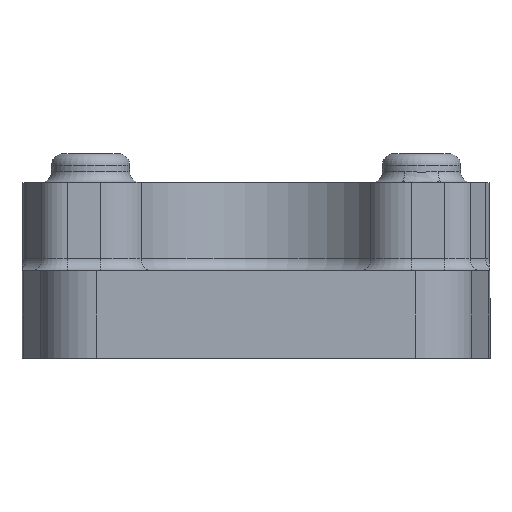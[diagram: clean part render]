
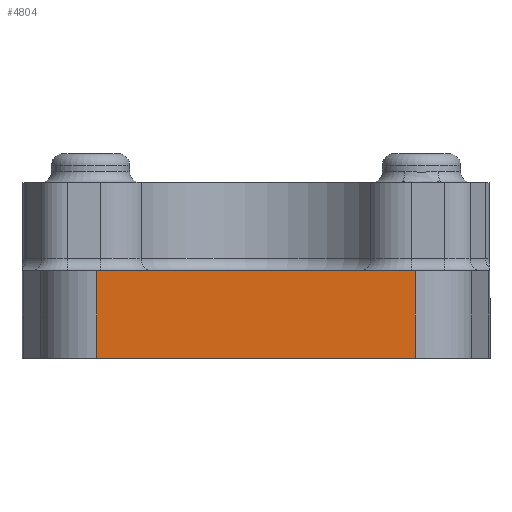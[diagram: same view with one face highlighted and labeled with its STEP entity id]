
A CAD part, front view. The second image highlights one B-rep face of the part: STEP entity #4804.
In plain terms, the highlighted planar face has unit normal (0, -1, 0).
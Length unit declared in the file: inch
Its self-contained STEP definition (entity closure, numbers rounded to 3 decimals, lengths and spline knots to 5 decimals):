
#224 = LINE ( 'NONE', #2486, #1599 ) ;
#278 = LINE ( 'NONE', #2258, #4694 ) ;
#637 = VERTEX_POINT ( 'NONE', #2242 ) ;
#685 = DIRECTION ( 'NONE',  ( 1., 0., 0. ) ) ;
#719 = DIRECTION ( 'NONE',  ( 0., 0., -1. ) ) ;
#792 = AXIS2_PLACEMENT_3D ( 'NONE', #1383, #4255, #1921 ) ;
#842 = LINE ( 'NONE', #4643, #1700 ) ;
#1023 = ORIENTED_EDGE ( 'NONE', *, *, #3042, .T. ) ;
#1235 = VERTEX_POINT ( 'NONE', #2019 ) ;
#1243 = LINE ( 'NONE', #2143, #3690 ) ;
#1383 = CARTESIAN_POINT ( 'NONE',  ( 0., -3.03174, 0.375 ) ) ;
#1599 = VECTOR ( 'NONE', #2551, 39.37008 ) ;
#1647 = DIRECTION ( 'NONE',  ( 0., 0., 1. ) ) ;
#1700 = VECTOR ( 'NONE', #719, 39.37008 ) ;
#1921 = DIRECTION ( 'NONE',  ( 1., 0., 0. ) ) ;
#2019 = CARTESIAN_POINT ( 'NONE',  ( -0.67981, -3.03174, 0. ) ) ;
#2143 = CARTESIAN_POINT ( 'NONE',  ( 0., -3.03174, 0.375 ) ) ;
#2145 = VERTEX_POINT ( 'NONE', #3770 ) ;
#2240 = CARTESIAN_POINT ( 'NONE',  ( 0.67981, -3.03174, 0. ) ) ;
#2242 = CARTESIAN_POINT ( 'NONE',  ( 0.67981, -3.03174, 0.375 ) ) ;
#2258 = CARTESIAN_POINT ( 'NONE',  ( 0.67981, -3.03174, 0.375 ) ) ;
#2469 = ORIENTED_EDGE ( 'NONE', *, *, #3048, .T. ) ;
#2486 = CARTESIAN_POINT ( 'NONE',  ( 0., -3.03174, 0. ) ) ;
#2551 = DIRECTION ( 'NONE',  ( 1., 0., 0. ) ) ;
#2647 = VERTEX_POINT ( 'NONE', #2240 ) ;
#2865 = EDGE_CURVE ( 'NONE', #1235, #2647, #224, .T. ) ;
#3042 = EDGE_CURVE ( 'NONE', #2145, #1235, #842, .T. ) ;
#3048 = EDGE_CURVE ( 'NONE', #2647, #637, #278, .T. ) ;
#3417 = EDGE_CURVE ( 'NONE', #2145, #637, #1243, .T. ) ;
#3545 = EDGE_LOOP ( 'NONE', ( #3580, #2469, #5844, #1023 ) ) ;
#3580 = ORIENTED_EDGE ( 'NONE', *, *, #2865, .T. ) ;
#3690 = VECTOR ( 'NONE', #685, 39.37008 ) ;
#3745 = FACE_OUTER_BOUND ( 'NONE', #3545, .T. ) ;
#3770 = CARTESIAN_POINT ( 'NONE',  ( -0.67981, -3.03174, 0.375 ) ) ;
#4255 = DIRECTION ( 'NONE',  ( 0., 1., 0. ) ) ;
#4295 = PLANE ( 'NONE',  #792 ) ;
#4643 = CARTESIAN_POINT ( 'NONE',  ( -0.67981, -3.03174, 0.375 ) ) ;
#4694 = VECTOR ( 'NONE', #1647, 39.37008 ) ;
#4804 = ADVANCED_FACE ( 'NONE', ( #3745 ), #4295, .F. ) ;
#5844 = ORIENTED_EDGE ( 'NONE', *, *, #3417, .F. ) ;
